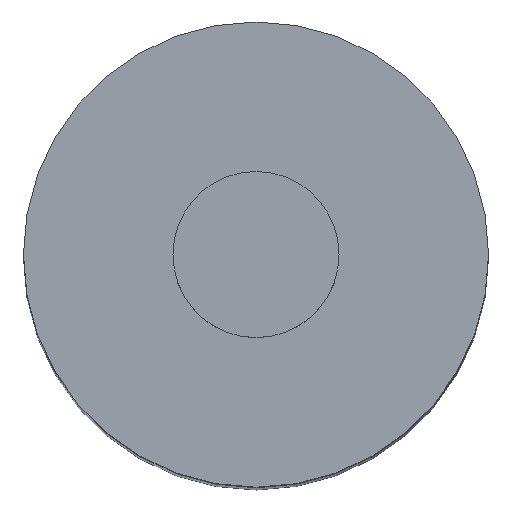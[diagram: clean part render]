
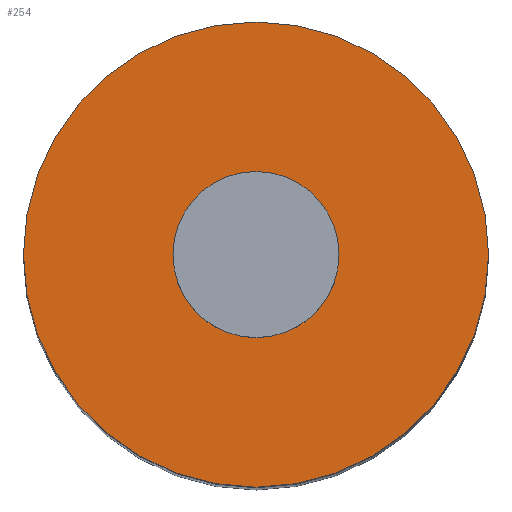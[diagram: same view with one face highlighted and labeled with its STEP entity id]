
A CAD part, top view. The second image highlights one B-rep face of the part: STEP entity #254.
In plain terms, the highlighted planar face has unit normal (0, 0, 1).
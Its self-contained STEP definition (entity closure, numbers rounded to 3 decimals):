
#188 = CYLINDRICAL_SURFACE('',#189,7.);
#189 = AXIS2_PLACEMENT_3D('',#190,#191,#192);
#190 = CARTESIAN_POINT('',(0.,0.,40.));
#191 = DIRECTION('',(0.,0.,1.));
#192 = DIRECTION('',(1.,0.,0.));
#204 = VERTEX_POINT('',#205);
#205 = CARTESIAN_POINT('',(7.,0.,49.));
#228 = EDGE_CURVE('',#204,#204,#229,.T.);
#229 = SURFACE_CURVE('',#230,(#235,#242),.PCURVE_S1.);
#230 = CIRCLE('',#231,7.);
#231 = AXIS2_PLACEMENT_3D('',#232,#233,#234);
#232 = CARTESIAN_POINT('',(0.,0.,49.));
#233 = DIRECTION('',(0.,0.,-1.));
#234 = DIRECTION('',(1.,0.,0.));
#235 = PCURVE('',#188,#236);
#236 = DEFINITIONAL_REPRESENTATION('',(#237),#241);
#237 = LINE('',#238,#239);
#238 = CARTESIAN_POINT('',(0.,9.));
#239 = VECTOR('',#240,1.);
#240 = DIRECTION('',(-1.,0.));
#241 = ( GEOMETRIC_REPRESENTATION_CONTEXT(2) 
PARAMETRIC_REPRESENTATION_CONTEXT() REPRESENTATION_CONTEXT('2D SPACE',''
  ) );
#242 = PCURVE('',#243,#248);
#243 = PLANE('',#244);
#244 = AXIS2_PLACEMENT_3D('',#245,#246,#247);
#245 = CARTESIAN_POINT('',(0.,0.,49.));
#246 = DIRECTION('',(0.,0.,-1.));
#247 = DIRECTION('',(1.,0.,0.));
#248 = DEFINITIONAL_REPRESENTATION('',(#249),#253);
#249 = CIRCLE('',#250,7.);
#250 = AXIS2_PLACEMENT_2D('',#251,#252);
#251 = CARTESIAN_POINT('',(0.,0.));
#252 = DIRECTION('',(1.,0.));
#253 = ( GEOMETRIC_REPRESENTATION_CONTEXT(2) 
PARAMETRIC_REPRESENTATION_CONTEXT() REPRESENTATION_CONTEXT('2D SPACE',''
  ) );
#254 = ADVANCED_FACE('',(#255,#258),#243,.F.);
#255 = FACE_BOUND('',#256,.F.);
#256 = EDGE_LOOP('',(#257));
#257 = ORIENTED_EDGE('',*,*,#228,.T.);
#258 = FACE_BOUND('',#259,.F.);
#259 = EDGE_LOOP('',(#260));
#260 = ORIENTED_EDGE('',*,*,#261,.F.);
#261 = EDGE_CURVE('',#262,#262,#264,.T.);
#262 = VERTEX_POINT('',#263);
#263 = CARTESIAN_POINT('',(2.5,0.,49.));
#264 = SURFACE_CURVE('',#265,(#270,#277),.PCURVE_S1.);
#265 = CIRCLE('',#266,2.5);
#266 = AXIS2_PLACEMENT_3D('',#267,#268,#269);
#267 = CARTESIAN_POINT('',(0.,0.,49.));
#268 = DIRECTION('',(0.,0.,-1.));
#269 = DIRECTION('',(1.,0.,0.));
#270 = PCURVE('',#243,#271);
#271 = DEFINITIONAL_REPRESENTATION('',(#272),#276);
#272 = CIRCLE('',#273,2.5);
#273 = AXIS2_PLACEMENT_2D('',#274,#275);
#274 = CARTESIAN_POINT('',(0.,0.));
#275 = DIRECTION('',(1.,0.));
#276 = ( GEOMETRIC_REPRESENTATION_CONTEXT(2) 
PARAMETRIC_REPRESENTATION_CONTEXT() REPRESENTATION_CONTEXT('2D SPACE',''
  ) );
#277 = PCURVE('',#278,#283);
#278 = CYLINDRICAL_SURFACE('',#279,2.5);
#279 = AXIS2_PLACEMENT_3D('',#280,#281,#282);
#280 = CARTESIAN_POINT('',(0.,0.,49.));
#281 = DIRECTION('',(0.,0.,1.));
#282 = DIRECTION('',(1.,0.,0.));
#283 = DEFINITIONAL_REPRESENTATION('',(#284),#288);
#284 = LINE('',#285,#286);
#285 = CARTESIAN_POINT('',(0.,0.));
#286 = VECTOR('',#287,1.);
#287 = DIRECTION('',(-1.,0.));
#288 = ( GEOMETRIC_REPRESENTATION_CONTEXT(2) 
PARAMETRIC_REPRESENTATION_CONTEXT() REPRESENTATION_CONTEXT('2D SPACE',''
  ) );
